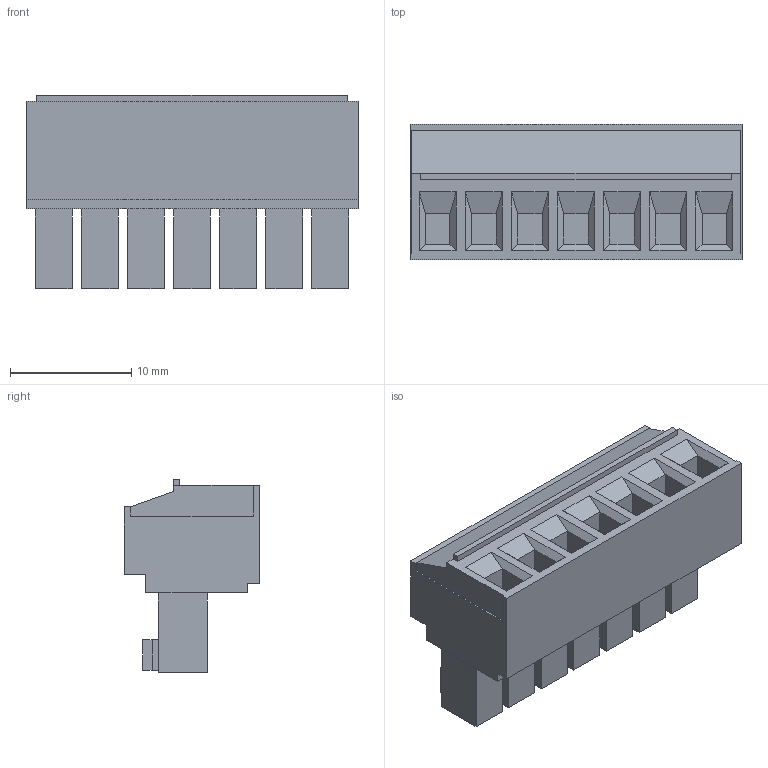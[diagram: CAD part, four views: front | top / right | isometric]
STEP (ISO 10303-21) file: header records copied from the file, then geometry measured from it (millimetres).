
FILE_DESCRIPTION((''),'2;1');
FILE_NAME('395105007','2015-01-28T',('me'),(''),'PRO/ENGINEER BY PARAMETRIC TECHNOLOGY CORPORATION, 2011490','PRO/ENGINEER BY PARAMETRIC TECHNOLOGY CORPORATION, 2011490','');
FILE_SCHEMA(('CONFIG_CONTROL_DESIGN'));
Length unit declared in the file: inch
Products named in the file (1): 395105007
Bounding box: 27.43 x 11.18 x 16 mm (x, y, z)
Volume: 2697.6 mm3; surface area: 2666.9 mm2
Topology: 1 solids, 1 shells, 358 faces, 884 edges, 598 vertices
Faces by surface type: plane 281, cylinder 63, cone 14
Entity records: 10431 total; most frequent: CARTESIAN_POINT 1799, DIRECTION 1756, ORIENTED_EDGE 1726, EDGE_CURVE 863, VECTOR 730, LINE 730, VERTEX_POINT 556, AXIS2_PLACEMENT_3D 513
